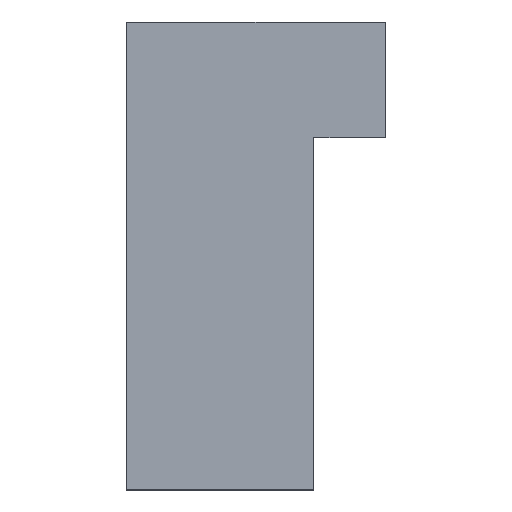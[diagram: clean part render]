
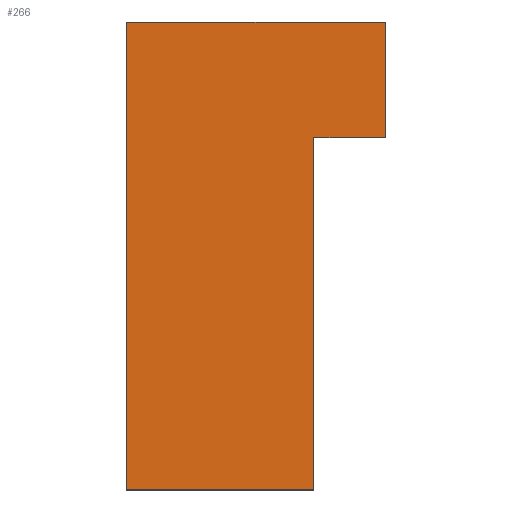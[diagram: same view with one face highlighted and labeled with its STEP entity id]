
A CAD part, top view. The second image highlights one B-rep face of the part: STEP entity #266.
In plain terms, the highlighted planar face has unit normal (0, 0, 1).
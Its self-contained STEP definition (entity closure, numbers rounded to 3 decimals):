
#6 = VERTEX_POINT ( 'NONE', #38 ) ;
#31 = CARTESIAN_POINT ( 'NONE',  ( -14.5, 0., 2.5 ) ) ;
#38 = CARTESIAN_POINT ( 'NONE',  ( 14.5, 52.5, 2.5 ) ) ;
#85 = CARTESIAN_POINT ( 'NONE',  ( 6.5, 0., 2.5 ) ) ;
#94 = DIRECTION ( 'NONE',  ( -1., 0., 0. ) ) ;
#145 = ORIENTED_EDGE ( 'NONE', *, *, #182, .F. ) ;
#155 = EDGE_CURVE ( 'NONE', #6, #948, #270, .T. ) ;
#165 = DIRECTION ( 'NONE',  ( 1., 0., 0. ) ) ;
#182 = EDGE_CURVE ( 'NONE', #985, #553, #427, .T. ) ;
#245 = ORIENTED_EDGE ( 'NONE', *, *, #790, .T. ) ;
#246 = CARTESIAN_POINT ( 'NONE',  ( -14.5, 52.5, 2.5 ) ) ;
#266 = ADVANCED_FACE ( 'NONE', ( #426 ), #508, .F. ) ;
#270 = LINE ( 'NONE', #671, #420 ) ;
#272 = CARTESIAN_POINT ( 'NONE',  ( 6.5, 0., 2.5 ) ) ;
#290 = ORIENTED_EDGE ( 'NONE', *, *, #1060, .F. ) ;
#305 = EDGE_LOOP ( 'NONE', ( #245, #145, #290, #1053, #312, #938 ) ) ;
#312 = ORIENTED_EDGE ( 'NONE', *, *, #886, .F. ) ;
#319 = VERTEX_POINT ( 'NONE', #800 ) ;
#340 = VERTEX_POINT ( 'NONE', #392 ) ;
#392 = CARTESIAN_POINT ( 'NONE',  ( -14.5, 52.5, 2.5 ) ) ;
#420 = VECTOR ( 'NONE', #609, 1000. ) ;
#426 = FACE_OUTER_BOUND ( 'NONE', #305, .T. ) ;
#427 = LINE ( 'NONE', #85, #428 ) ;
#428 = VECTOR ( 'NONE', #856, 1000. ) ;
#491 = VECTOR ( 'NONE', #165, 1000. ) ;
#499 = LINE ( 'NONE', #31, #491 ) ;
#508 = PLANE ( 'NONE',  #857 ) ;
#515 = DIRECTION ( 'NONE',  ( -1., 0., 0. ) ) ;
#528 = DIRECTION ( 'NONE',  ( 0., 0., -1. ) ) ;
#553 = VERTEX_POINT ( 'NONE', #272 ) ;
#583 = LINE ( 'NONE', #677, #788 ) ;
#609 = DIRECTION ( 'NONE',  ( 0., -1., 0. ) ) ;
#671 = CARTESIAN_POINT ( 'NONE',  ( 14.5, 52.5, 2.5 ) ) ;
#677 = CARTESIAN_POINT ( 'NONE',  ( -14.5, 52.5, 2.5 ) ) ;
#697 = VECTOR ( 'NONE', #94, 1000. ) ;
#705 = LINE ( 'NONE', #949, #697 ) ;
#720 = LINE ( 'NONE', #246, #901 ) ;
#784 = CARTESIAN_POINT ( 'NONE',  ( 14.5, 39.5, 2.5 ) ) ;
#788 = VECTOR ( 'NONE', #1019, 1000. ) ;
#790 = EDGE_CURVE ( 'NONE', #319, #553, #499, .T. ) ;
#800 = CARTESIAN_POINT ( 'NONE',  ( -14.5, 0., 2.5 ) ) ;
#856 = DIRECTION ( 'NONE',  ( 0., -1., 0. ) ) ;
#857 = AXIS2_PLACEMENT_3D ( 'NONE', #972, #528, #515 ) ;
#886 = EDGE_CURVE ( 'NONE', #340, #6, #583, .T. ) ;
#901 = VECTOR ( 'NONE', #992, 1000. ) ;
#938 = ORIENTED_EDGE ( 'NONE', *, *, #1059, .T. ) ;
#948 = VERTEX_POINT ( 'NONE', #784 ) ;
#949 = CARTESIAN_POINT ( 'NONE',  ( 14.5, 39.5, 2.5 ) ) ;
#972 = CARTESIAN_POINT ( 'NONE',  ( -14.5, 52.5, 2.5 ) ) ;
#985 = VERTEX_POINT ( 'NONE', #1052 ) ;
#992 = DIRECTION ( 'NONE',  ( 0., -1., 0. ) ) ;
#1019 = DIRECTION ( 'NONE',  ( 1., 0., 0. ) ) ;
#1052 = CARTESIAN_POINT ( 'NONE',  ( 6.5, 39.5, 2.5 ) ) ;
#1053 = ORIENTED_EDGE ( 'NONE', *, *, #155, .F. ) ;
#1059 = EDGE_CURVE ( 'NONE', #340, #319, #720, .T. ) ;
#1060 = EDGE_CURVE ( 'NONE', #948, #985, #705, .T. ) ;
